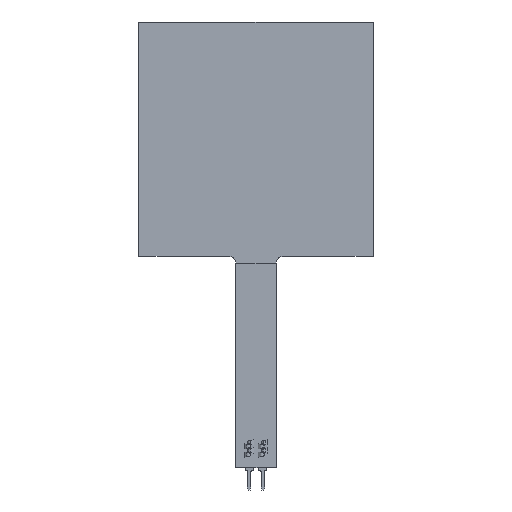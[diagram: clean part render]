
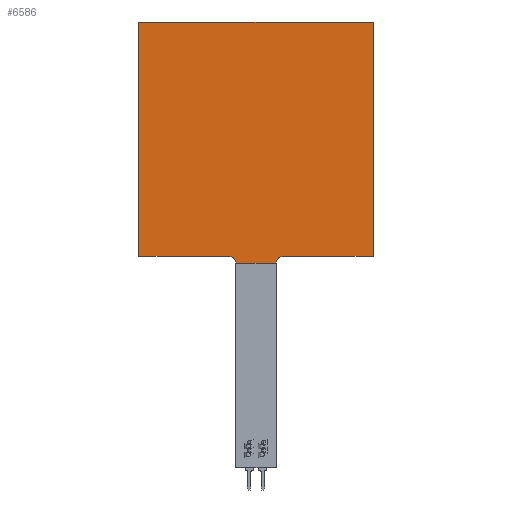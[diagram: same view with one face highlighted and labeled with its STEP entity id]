
A CAD part, front view. The second image highlights one B-rep face of the part: STEP entity #6586.
In plain terms, the highlighted planar face has unit normal (0, -1, 0).
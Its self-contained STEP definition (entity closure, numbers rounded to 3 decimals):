
#254 = LINE ( 'NONE', #372, #6324 ) ;
#372 = CARTESIAN_POINT ( 'NONE',  ( -48.198, 0., -21.308 ) ) ;
#1045 = EDGE_CURVE ( 'NONE', #14323, #19496, #3226, .T. ) ;
#1191 = VECTOR ( 'NONE', #8031, 1000. ) ;
#1238 = ORIENTED_EDGE ( 'NONE', *, *, #19999, .T. ) ;
#1305 = FACE_OUTER_BOUND ( 'NONE', #6233, .T. ) ;
#1575 = CARTESIAN_POINT ( 'NONE',  ( -5.08, 0., -21.308 ) ) ;
#1756 = CARTESIAN_POINT ( 'NONE',  ( -48.198, 0., 0.536 ) ) ;
#1768 = DIRECTION ( 'NONE',  ( 0., 0., 1. ) ) ;
#1831 = EDGE_CURVE ( 'NONE', #19496, #16455, #11893, .T. ) ;
#1980 = CARTESIAN_POINT ( 'NONE',  ( 21.844, 0., -21.308 ) ) ;
#2110 = VECTOR ( 'NONE', #18749, 1000. ) ;
#2512 = VERTEX_POINT ( 'NONE', #4400 ) ;
#2614 = LINE ( 'NONE', #15005, #1191 ) ;
#2850 = DIRECTION ( 'NONE',  ( 0., 1., 0. ) ) ;
#3011 = EDGE_CURVE ( 'NONE', #16455, #2512, #254, .T. ) ;
#3226 = LINE ( 'NONE', #17385, #2110 ) ;
#3483 = CARTESIAN_POINT ( 'NONE',  ( -3.81, 0., -22.578 ) ) ;
#3783 = CARTESIAN_POINT ( 'NONE',  ( -21.844, 0., 0.536 ) ) ;
#3953 = ORIENTED_EDGE ( 'NONE', *, *, #15712, .T. ) ;
#4068 = VERTEX_POINT ( 'NONE', #10902 ) ;
#4158 = DIRECTION ( 'NONE',  ( 1., 0., 0. ) ) ;
#4400 = CARTESIAN_POINT ( 'NONE',  ( 5.08, 0., -21.308 ) ) ;
#4540 = DIRECTION ( 'NONE',  ( 1., 0., 0. ) ) ;
#4777 = ORIENTED_EDGE ( 'NONE', *, *, #15147, .T. ) ;
#6233 = EDGE_LOOP ( 'NONE', ( #4777, #19323, #12090, #10319, #21916, #3953, #1238, #16487 ) ) ;
#6324 = VECTOR ( 'NONE', #16307, 1000. ) ;
#6586 = ADVANCED_FACE ( 'NONE', ( #1305 ), #6842, .F. ) ;
#6842 = PLANE ( 'NONE',  #20768 ) ;
#7980 = DIRECTION ( 'NONE',  ( 0., 0., 1. ) ) ;
#8031 = DIRECTION ( 'NONE',  ( 1., 0., 0. ) ) ;
#8093 = CARTESIAN_POINT ( 'NONE',  ( -5.08, 0., -22.578 ) ) ;
#8760 = VECTOR ( 'NONE', #12447, 1000. ) ;
#10203 = CARTESIAN_POINT ( 'NONE',  ( 21.844, 0., 0.536 ) ) ;
#10319 = ORIENTED_EDGE ( 'NONE', *, *, #1045, .F. ) ;
#10616 = VERTEX_POINT ( 'NONE', #3483 ) ;
#10902 = CARTESIAN_POINT ( 'NONE',  ( -21.844, 0., -21.308 ) ) ;
#11026 = LINE ( 'NONE', #19590, #18119 ) ;
#11160 = EDGE_CURVE ( 'NONE', #14323, #4068, #13822, .T. ) ;
#11644 = VERTEX_POINT ( 'NONE', #19746 ) ;
#11893 = LINE ( 'NONE', #10203, #21897 ) ;
#11899 = CARTESIAN_POINT ( 'NONE',  ( 5.08, 0., -22.578 ) ) ;
#12090 = ORIENTED_EDGE ( 'NONE', *, *, #1831, .F. ) ;
#12161 = CARTESIAN_POINT ( 'NONE',  ( -21.844, 0., 22.38 ) ) ;
#12447 = DIRECTION ( 'NONE',  ( 0., 0., -1. ) ) ;
#13822 = LINE ( 'NONE', #3783, #8760 ) ;
#14323 = VERTEX_POINT ( 'NONE', #12161 ) ;
#15005 = CARTESIAN_POINT ( 'NONE',  ( -48.198, 0., -22.578 ) ) ;
#15147 = EDGE_CURVE ( 'NONE', #11644, #2512, #19025, .T. ) ;
#15488 = DIRECTION ( 'NONE',  ( 0., 0., -1. ) ) ;
#15712 = EDGE_CURVE ( 'NONE', #4068, #19726, #11026, .T. ) ;
#16307 = DIRECTION ( 'NONE',  ( -1., 0., 0. ) ) ;
#16455 = VERTEX_POINT ( 'NONE', #1980 ) ;
#16487 = ORIENTED_EDGE ( 'NONE', *, *, #18354, .T. ) ;
#16706 = AXIS2_PLACEMENT_3D ( 'NONE', #8093, #21504, #7980 ) ;
#16916 = CARTESIAN_POINT ( 'NONE',  ( 21.844, 0., 22.38 ) ) ;
#17385 = CARTESIAN_POINT ( 'NONE',  ( -48.198, 0., 22.38 ) ) ;
#18119 = VECTOR ( 'NONE', #4158, 1000. ) ;
#18354 = EDGE_CURVE ( 'NONE', #10616, #11644, #2614, .T. ) ;
#18749 = DIRECTION ( 'NONE',  ( 1., 0., 0. ) ) ;
#18758 = DIRECTION ( 'NONE',  ( 0., 1., 0. ) ) ;
#19025 = CIRCLE ( 'NONE', #20832, 1.27 ) ;
#19323 = ORIENTED_EDGE ( 'NONE', *, *, #3011, .F. ) ;
#19496 = VERTEX_POINT ( 'NONE', #16916 ) ;
#19590 = CARTESIAN_POINT ( 'NONE',  ( -48.198, 0., -21.308 ) ) ;
#19726 = VERTEX_POINT ( 'NONE', #1575 ) ;
#19746 = CARTESIAN_POINT ( 'NONE',  ( 3.81, 0., -22.578 ) ) ;
#19999 = EDGE_CURVE ( 'NONE', #19726, #10616, #21399, .T. ) ;
#20768 = AXIS2_PLACEMENT_3D ( 'NONE', #1756, #2850, #4540 ) ;
#20832 = AXIS2_PLACEMENT_3D ( 'NONE', #11899, #18758, #1768 ) ;
#21399 = CIRCLE ( 'NONE', #16706, 1.27 ) ;
#21504 = DIRECTION ( 'NONE',  ( 0., 1., 0. ) ) ;
#21897 = VECTOR ( 'NONE', #15488, 1000. ) ;
#21916 = ORIENTED_EDGE ( 'NONE', *, *, #11160, .T. ) ;
